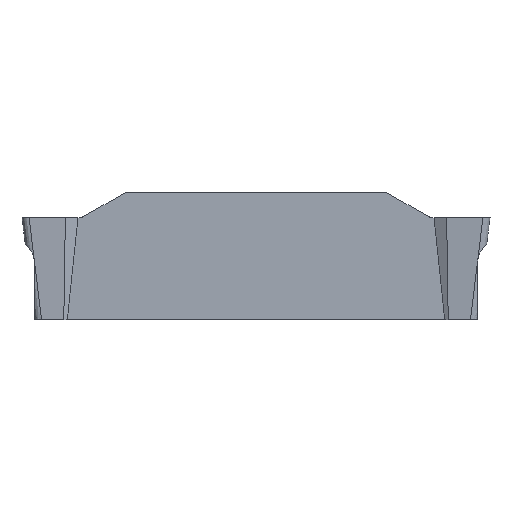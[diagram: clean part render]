
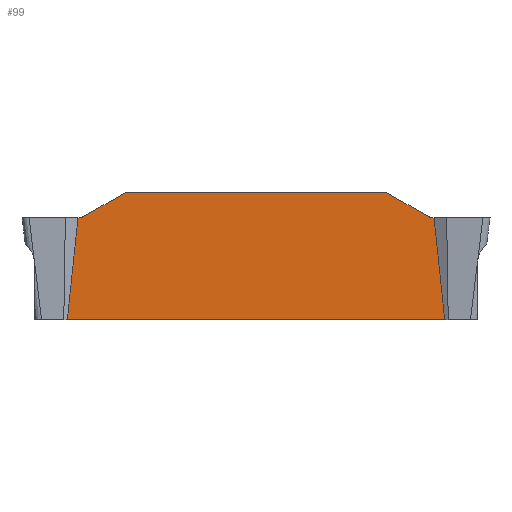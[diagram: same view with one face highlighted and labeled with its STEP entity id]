
A CAD part, left-side view. The second image highlights one B-rep face of the part: STEP entity #99.
In plain terms, the highlighted planar face has unit normal (-1, 0, 0).
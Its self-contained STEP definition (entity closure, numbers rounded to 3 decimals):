
#99=ADVANCED_FACE('SIDE_IB_1_SU5',(#163),#141,.F.);
#141=PLANE('',#828);
#163=FACE_OUTER_BOUND('',#205,.T.);
#205=EDGE_LOOP('',(#251,#252,#253,#254,#255,#256,#257,#258,#259,#260));
#247=CIRCLE('',#826,0.25);
#248=CIRCLE('',#827,0.25);
#251=ORIENTED_EDGE('',*,*,#559,.F.);
#252=ORIENTED_EDGE('',*,*,#560,.T.);
#253=ORIENTED_EDGE('',*,*,#561,.F.);
#254=ORIENTED_EDGE('',*,*,#562,.T.);
#255=ORIENTED_EDGE('',*,*,#563,.F.);
#256=ORIENTED_EDGE('',*,*,#564,.F.);
#257=ORIENTED_EDGE('',*,*,#565,.F.);
#258=ORIENTED_EDGE('',*,*,#566,.F.);
#259=ORIENTED_EDGE('',*,*,#567,.F.);
#260=ORIENTED_EDGE('',*,*,#568,.F.);
#483=VERTEX_POINT('',#999);
#484=VERTEX_POINT('',#1000);
#485=VERTEX_POINT('',#1002);
#486=VERTEX_POINT('',#1004);
#487=VERTEX_POINT('',#1006);
#488=VERTEX_POINT('',#1008);
#489=VERTEX_POINT('',#1010);
#490=VERTEX_POINT('',#1012);
#491=VERTEX_POINT('',#1014);
#492=VERTEX_POINT('',#1016);
#559=EDGE_CURVE('',#483,#484,#675,.T.);
#560=EDGE_CURVE('',#483,#485,#676,.T.);
#561=EDGE_CURVE('',#486,#485,#677,.T.);
#562=EDGE_CURVE('',#486,#487,#678,.T.);
#563=EDGE_CURVE('',#488,#487,#679,.T.);
#564=EDGE_CURVE('',#489,#488,#247,.T.);
#565=EDGE_CURVE('',#490,#489,#680,.T.);
#566=EDGE_CURVE('',#491,#490,#681,.T.);
#567=EDGE_CURVE('',#492,#491,#682,.T.);
#568=EDGE_CURVE('',#484,#492,#248,.T.);
#675=LINE('',#998,#727);
#676=LINE('',#1001,#728);
#677=LINE('',#1003,#729);
#678=LINE('',#1005,#730);
#679=LINE('',#1007,#731);
#680=LINE('',#1011,#732);
#681=LINE('',#1013,#733);
#682=LINE('',#1015,#734);
#727=VECTOR('',#862,1.);
#728=VECTOR('',#863,1.);
#729=VECTOR('',#864,1.);
#730=VECTOR('',#865,1.);
#731=VECTOR('',#866,1.);
#732=VECTOR('',#869,1.);
#733=VECTOR('',#870,1.);
#734=VECTOR('',#871,1.);
#826=AXIS2_PLACEMENT_3D('',#1009,#867,#868);
#827=AXIS2_PLACEMENT_3D('',#1017,#872,#873);
#828=AXIS2_PLACEMENT_3D('',#1018,#874,#875);
#862=DIRECTION('',(0.,-1.,0.));
#863=DIRECTION('',(0.,0.104,-0.995));
#864=DIRECTION('',(0.,1.,0.));
#865=DIRECTION('',(0.,0.104,0.995));
#866=DIRECTION('',(0.,-1.,0.));
#867=DIRECTION('',(-1.,0.,0.));
#868=DIRECTION('',(0.,0.,-1.));
#869=DIRECTION('',(0.,-0.866,-0.5));
#870=DIRECTION('',(0.,-1.,0.));
#871=DIRECTION('',(0.,-0.866,0.5));
#872=DIRECTION('',(-1.,0.,0.));
#873=DIRECTION('',(0.,0.,-1.));
#874=DIRECTION('',(1.,0.,0.));
#875=DIRECTION('',(0.,0.,-1.));
#998=CARTESIAN_POINT('',(-1.,0.,0.));
#999=CARTESIAN_POINT('',(-1.,7.911,0.));
#1000=CARTESIAN_POINT('',(-1.,7.816,0.));
#1001=CARTESIAN_POINT('',(-1.,7.825,0.82));
#1002=CARTESIAN_POINT('',(-1.,8.387,-4.54));
#1003=CARTESIAN_POINT('',(-1.,0.,-4.54));
#1004=CARTESIAN_POINT('',(-1.,-8.387,-4.54));
#1005=CARTESIAN_POINT('',(-1.,-7.825,0.82));
#1006=CARTESIAN_POINT('',(-1.,-7.911,0.));
#1007=CARTESIAN_POINT('',(-1.,0.,0.));
#1008=CARTESIAN_POINT('',(-1.,-7.816,0.));
#1009=CARTESIAN_POINT('',(-1.,-7.816,0.25));
#1010=CARTESIAN_POINT('',(-1.,-7.691,0.033));
#1011=CARTESIAN_POINT('',(-1.,-1.937,3.355));
#1012=CARTESIAN_POINT('',(-1.,-5.774,1.14));
#1013=CARTESIAN_POINT('',(-1.,0.,1.14));
#1014=CARTESIAN_POINT('',(-1.,5.774,1.14));
#1015=CARTESIAN_POINT('',(-1.,1.937,3.355));
#1016=CARTESIAN_POINT('',(-1.,7.691,0.033));
#1017=CARTESIAN_POINT('',(-1.,7.816,0.25));
#1018=CARTESIAN_POINT('',(-1.,0.,0.));
